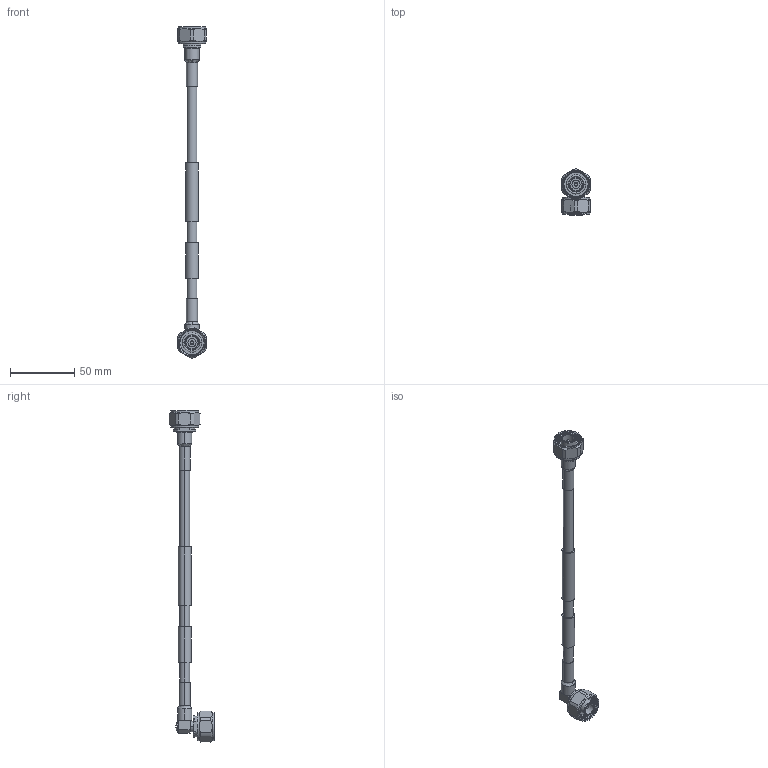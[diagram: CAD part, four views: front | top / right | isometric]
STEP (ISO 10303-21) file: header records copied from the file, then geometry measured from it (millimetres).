
FILE_DESCRIPTION (( 'STEP AP214' ), '1' );
FILE_NAME ('PE3C7820.step', '2021-02-09T19:13:03', ( '' ), ( '' ), 'SwSTEP 2.0', 'SolidWorks 2018', '' );
FILE_SCHEMA (( 'AUTOMOTIVE_DESIGN' ));
Length unit declared in the file: inch
Products named in the file (5): PE45650^PE3C7820; PE3C7820; PE-1/4SFHC^PE3C7820; Heat Shrink^PE3C7820; PE45651^PE3C7820
Assembly tree (5 placements, depth 2):
  PE3C7820
    PE-1/4SFHC^PE3C7820
    Heat Shrink^PE3C7820  x2
    PE45650^PE3C7820
    PE45651^PE3C7820
Bounding box: 22 x 35.46 x 258.85 mm (x, y, z)
Volume: 23753.9 mm3; surface area: 14933.6 mm2
Topology: 8 solids, 8 shells, 269 faces, 639 edges, 406 vertices
Faces by surface type: cylinder 127, plane 72, cone 31, bspline 19, torus 16, sphere 4
Entity records: 13043 total; most frequent: CARTESIAN_POINT 6937, ORIENTED_EDGE 1242, DIRECTION 1220, EDGE_CURVE 621, AXIS2_PLACEMENT_3D 501, VERTEX_POINT 394, EDGE_LOOP 289, ADVANCED_FACE 261
